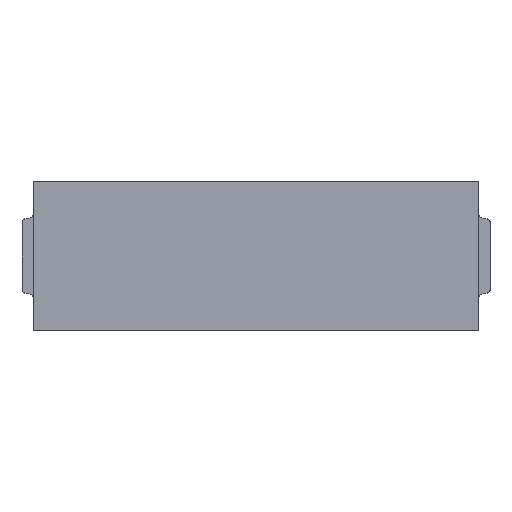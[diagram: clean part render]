
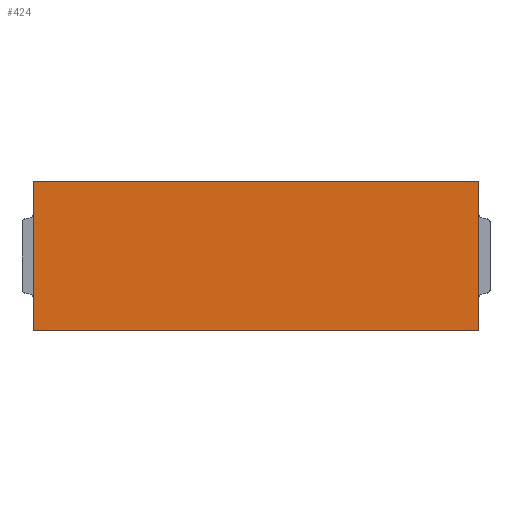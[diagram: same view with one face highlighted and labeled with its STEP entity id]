
A CAD part, top view. The second image highlights one B-rep face of the part: STEP entity #424.
In plain terms, the highlighted planar face has unit normal (0, 0, 1).
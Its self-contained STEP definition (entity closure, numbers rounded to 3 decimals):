
#26=PLANE('',#464);
#48=FACE_OUTER_BOUND('',#70,.T.);
#70=EDGE_LOOP('',(#366,#367,#368,#369));
#90=LINE('',#640,#134);
#109=LINE('',#695,#153);
#114=LINE('',#706,#158);
#115=LINE('',#707,#159);
#134=VECTOR('',#514,1.);
#153=VECTOR('',#567,1.);
#158=VECTOR('',#580,1.);
#159=VECTOR('',#581,1.);
#195=VERTEX_POINT('',#637);
#196=VERTEX_POINT('',#639);
#214=VERTEX_POINT('',#692);
#215=VERTEX_POINT('',#694);
#241=EDGE_CURVE('',#196,#195,#90,.T.);
#268=EDGE_CURVE('',#214,#215,#109,.T.);
#274=EDGE_CURVE('',#215,#195,#114,.T.);
#275=EDGE_CURVE('',#214,#196,#115,.T.);
#366=ORIENTED_EDGE('',*,*,#274,.F.);
#367=ORIENTED_EDGE('',*,*,#268,.F.);
#368=ORIENTED_EDGE('',*,*,#275,.T.);
#369=ORIENTED_EDGE('',*,*,#241,.T.);
#424=ADVANCED_FACE('',(#48),#26,.F.);
#464=AXIS2_PLACEMENT_3D('',#705,#578,#579);
#514=DIRECTION('',(0.,-1.,0.));
#567=DIRECTION('',(0.,-1.,0.));
#578=DIRECTION('center_axis',(0.,0.,-1.));
#579=DIRECTION('ref_axis',(-1.,0.,0.));
#580=DIRECTION('',(-1.,0.,0.));
#581=DIRECTION('',(-1.,0.,0.));
#637=CARTESIAN_POINT('',(0.,0.,16.));
#639=CARTESIAN_POINT('',(0.,100.,16.));
#640=CARTESIAN_POINT('',(0.,50.,16.));
#692=CARTESIAN_POINT('',(300.,100.,16.));
#694=CARTESIAN_POINT('',(300.,0.,16.));
#695=CARTESIAN_POINT('',(300.,50.,16.));
#705=CARTESIAN_POINT('Origin',(150.,50.,16.));
#706=CARTESIAN_POINT('',(150.,0.,16.));
#707=CARTESIAN_POINT('',(150.,100.,16.));
